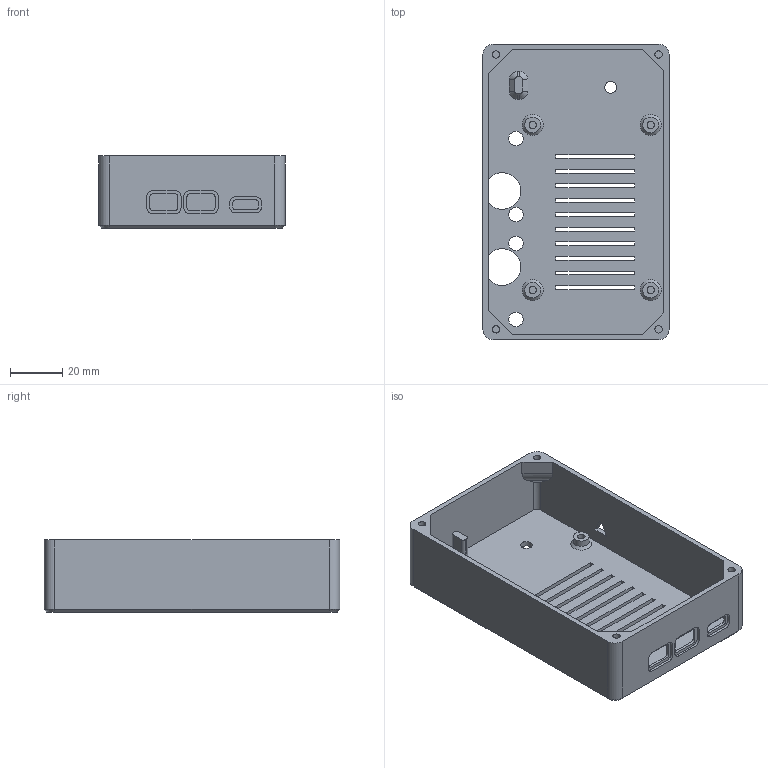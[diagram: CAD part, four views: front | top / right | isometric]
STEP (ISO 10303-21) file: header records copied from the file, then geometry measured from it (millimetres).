
FILE_DESCRIPTION(/* description */ (''),/* implementation_level */ '2;1');
FILE_NAME(/* name */ 'BOX V2.x Gilphilbert.step',/* time_stamp */ '2025-12-23T22:05:53+01:00',/* author */ (''),/* organization */ (''),/* preprocessor_version */ 'ST-DEVELOPER v20.1',/* originating_system */ 'Autodesk Translation Framework v14.21.0.0',/* authorisation */ '');
FILE_SCHEMA (('AUTOMOTIVE_DESIGN { 1 0 10303 214 3 1 1 }'));
Length unit declared in the file: millimetre
Products named in the file (1): BOX V2.x Gilphilbert
Bounding box: 71 x 112.81 x 27.5 mm (x, y, z)
Volume: 33691.2 mm3; surface area: 35437.5 mm2
Topology: 1 solids, 1 shells, 186 faces, 487 edges, 318 vertices
Faces by surface type: plane 115, cylinder 59, cone 12
Full cylindrical faces by diameter (mm): 2.8 x8, 4.5 x1, 5.5 x4, 6 x4
Entity records: 5825 total; most frequent: CARTESIAN_POINT 992, DIRECTION 991, ORIENTED_EDGE 974, EDGE_CURVE 487, LINE 357, VECTOR 357, VERTEX_POINT 318, AXIS2_PLACEMENT_3D 317
